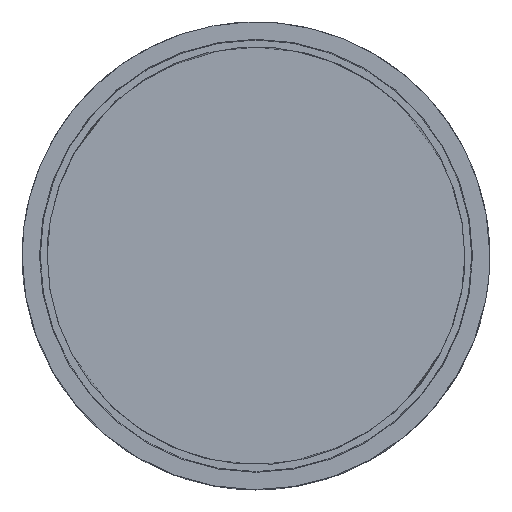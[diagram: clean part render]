
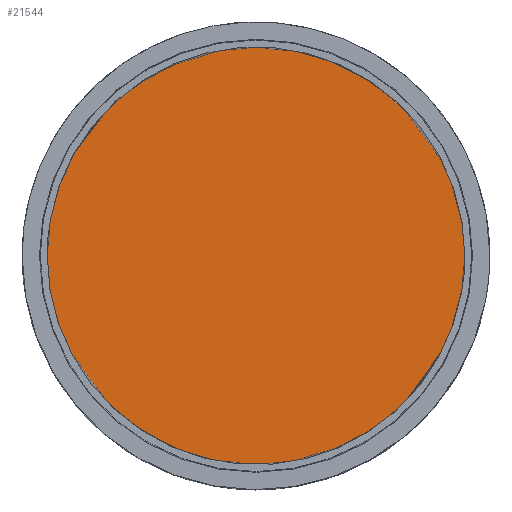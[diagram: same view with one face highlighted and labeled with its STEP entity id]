
A CAD part, top view. The second image highlights one B-rep face of the part: STEP entity #21544.
In plain terms, the highlighted planar face has unit normal (0, 0, 1).
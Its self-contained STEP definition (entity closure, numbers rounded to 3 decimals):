
#823 = CARTESIAN_POINT ( 'NONE',  ( -1500., 0., 0. ) ) ;
#2483 = DIRECTION ( 'NONE',  ( 1., 0., 0. ) ) ;
#3329 = ORIENTED_EDGE ( 'NONE', *, *, #21116, .T. ) ;
#3936 = CIRCLE ( 'NONE', #20861, 1500. ) ;
#4882 = EDGE_CURVE ( 'NONE', #5148, #10593, #9607, .T. ) ;
#4922 = CARTESIAN_POINT ( 'NONE',  ( 0., 0., 0. ) ) ;
#5148 = VERTEX_POINT ( 'NONE', #823 ) ;
#6565 = DIRECTION ( 'NONE',  ( 1., 0., 0. ) ) ;
#7470 = CARTESIAN_POINT ( 'NONE',  ( 0., 0., 0. ) ) ;
#7557 = EDGE_LOOP ( 'NONE', ( #3329, #14878 ) ) ;
#9607 = CIRCLE ( 'NONE', #9946, 1500. ) ;
#9946 = AXIS2_PLACEMENT_3D ( 'NONE', #4922, #17612, #2483 ) ;
#10593 = VERTEX_POINT ( 'NONE', #15844 ) ;
#12089 = AXIS2_PLACEMENT_3D ( 'NONE', #18586, #13091, #6565 ) ;
#13091 = DIRECTION ( 'NONE',  ( 0., 0., 1. ) ) ;
#13878 = DIRECTION ( 'NONE',  ( 0., 0., 1. ) ) ;
#14208 = DIRECTION ( 'NONE',  ( 1., 0., 0. ) ) ;
#14878 = ORIENTED_EDGE ( 'NONE', *, *, #4882, .T. ) ;
#14960 = FACE_OUTER_BOUND ( 'NONE', #7557, .T. ) ;
#15844 = CARTESIAN_POINT ( 'NONE',  ( 1500., 0., 0. ) ) ;
#17612 = DIRECTION ( 'NONE',  ( 0., 0., 1. ) ) ;
#18586 = CARTESIAN_POINT ( 'NONE',  ( 0., 0., 0. ) ) ;
#20861 = AXIS2_PLACEMENT_3D ( 'NONE', #7470, #13878, #14208 ) ;
#21116 = EDGE_CURVE ( 'NONE', #10593, #5148, #3936, .T. ) ;
#21544 = ADVANCED_FACE ( 'NONE', ( #14960 ), #21679, .T. ) ;
#21679 = PLANE ( 'NONE',  #12089 ) ;
